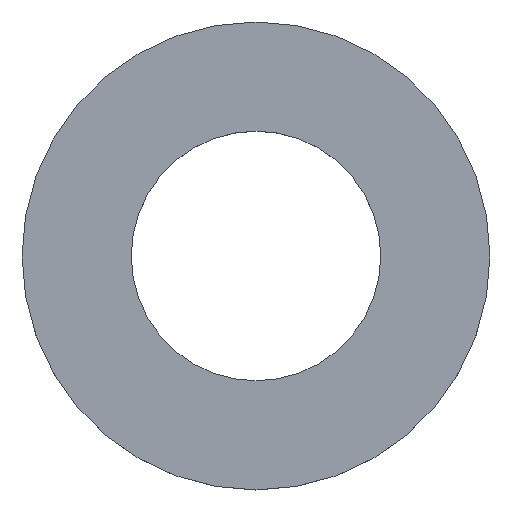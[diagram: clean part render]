
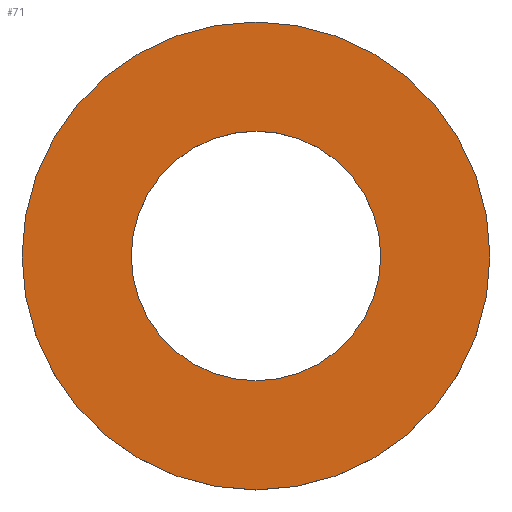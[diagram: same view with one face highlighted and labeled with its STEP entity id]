
A CAD part, top view. The second image highlights one B-rep face of the part: STEP entity #71.
In plain terms, the highlighted planar face has unit normal (0, 0, 1).
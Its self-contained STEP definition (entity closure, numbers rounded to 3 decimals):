
#23=FACE_BOUND('',#34,.T.);
#25=PLANE('',#94);
#29=FACE_OUTER_BOUND('',#33,.T.);
#33=EDGE_LOOP('',(#63));
#34=EDGE_LOOP('',(#64));
#41=CIRCLE('',#89,2.);
#43=CIRCLE('',#92,3.75);
#45=VERTEX_POINT('',#127);
#47=VERTEX_POINT('',#133);
#49=EDGE_CURVE('',#45,#45,#41,.T.);
#52=EDGE_CURVE('',#47,#47,#43,.T.);
#63=ORIENTED_EDGE('',*,*,#52,.T.);
#64=ORIENTED_EDGE('',*,*,#49,.T.);
#71=ADVANCED_FACE('',(#29,#23),#25,.T.);
#89=AXIS2_PLACEMENT_3D('',#128,#104,#105);
#92=AXIS2_PLACEMENT_3D('',#134,#111,#112);
#94=AXIS2_PLACEMENT_3D('',#138,#116,#117);
#104=DIRECTION('center_axis',(0.,0.,-1.));
#105=DIRECTION('ref_axis',(1.,0.,0.));
#111=DIRECTION('center_axis',(0.,0.,1.));
#112=DIRECTION('ref_axis',(1.,0.,0.));
#116=DIRECTION('center_axis',(0.,0.,1.));
#117=DIRECTION('ref_axis',(1.,0.,0.));
#127=CARTESIAN_POINT('',(-2.,0.,0.5));
#128=CARTESIAN_POINT('Origin',(0.,0.,0.5));
#133=CARTESIAN_POINT('',(-3.75,0.,0.5));
#134=CARTESIAN_POINT('Origin',(0.,0.,0.5));
#138=CARTESIAN_POINT('Origin',(0.,0.,0.5));
